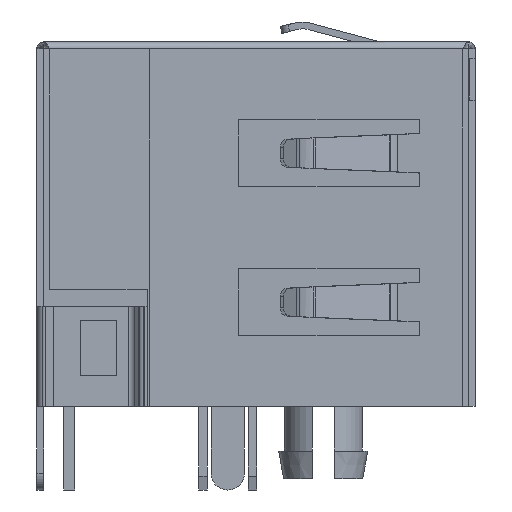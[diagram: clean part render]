
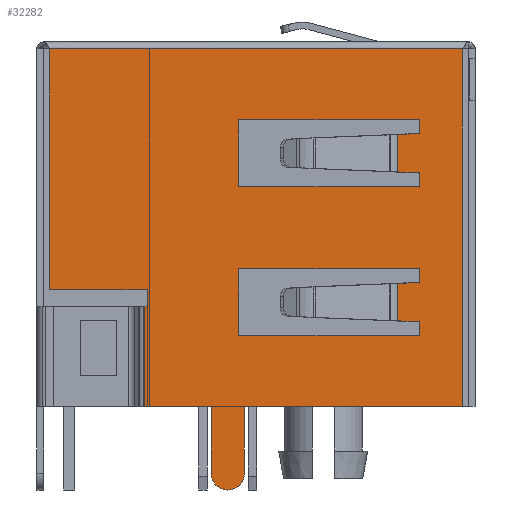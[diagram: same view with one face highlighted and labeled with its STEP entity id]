
A CAD part, left-side view. The second image highlights one B-rep face of the part: STEP entity #32282.
In plain terms, the highlighted planar face has unit normal (-1, 0, 0).
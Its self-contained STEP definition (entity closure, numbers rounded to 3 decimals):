
#691=FACE_BOUND('',#3603,.T.);
#692=FACE_BOUND('',#3604,.T.);
#764=CIRCLE('',#33951,0.6);
#1796=FACE_OUTER_BOUND('',#3602,.T.);
#3602=EDGE_LOOP('',(#23978,#23979,#23980,#23981,#23982,#23983,#23984,#23985,
#23986,#23987,#23988,#23989));
#3603=EDGE_LOOP('',(#23990,#23991,#23992,#23993,#23994,#23995,#23996,#23997));
#3604=EDGE_LOOP('',(#23998,#23999,#24000,#24001,#24002,#24003,#24004,#24005));
#6605=LINE('',#47065,#10542);
#6611=LINE('',#47078,#10548);
#6613=LINE('',#47083,#10550);
#6614=LINE('',#47087,#10551);
#6615=LINE('',#47089,#10552);
#6616=LINE('',#47091,#10553);
#6617=LINE('',#47093,#10554);
#6618=LINE('',#47095,#10555);
#6619=LINE('',#47097,#10556);
#6620=LINE('',#47099,#10557);
#6621=LINE('',#47101,#10558);
#6622=LINE('',#47103,#10559);
#6623=LINE('',#47104,#10560);
#6624=LINE('',#47107,#10561);
#6625=LINE('',#47109,#10562);
#6626=LINE('',#47111,#10563);
#6627=LINE('',#47112,#10564);
#6628=LINE('',#47114,#10565);
#6629=LINE('',#47116,#10566);
#6630=LINE('',#47117,#10567);
#6631=LINE('',#47120,#10568);
#6632=LINE('',#47122,#10569);
#6633=LINE('',#47124,#10570);
#6634=LINE('',#47126,#10571);
#6635=LINE('',#47127,#10572);
#6636=LINE('',#47129,#10573);
#6637=LINE('',#47130,#10574);
#10542=VECTOR('',#38776,1.);
#10548=VECTOR('',#38784,1.);
#10550=VECTOR('',#38788,1.);
#10551=VECTOR('',#38791,1.);
#10552=VECTOR('',#38792,1.);
#10553=VECTOR('',#38793,1.);
#10554=VECTOR('',#38794,1.);
#10555=VECTOR('',#38795,1.);
#10556=VECTOR('',#38796,1.);
#10557=VECTOR('',#38797,1.);
#10558=VECTOR('',#38798,1.);
#10559=VECTOR('',#38799,1.);
#10560=VECTOR('',#38800,1.);
#10561=VECTOR('',#38801,1.);
#10562=VECTOR('',#38802,1.);
#10563=VECTOR('',#38803,1.);
#10564=VECTOR('',#38804,1.);
#10565=VECTOR('',#38805,1.);
#10566=VECTOR('',#38806,1.);
#10567=VECTOR('',#38807,1.);
#10568=VECTOR('',#38808,1.);
#10569=VECTOR('',#38809,1.);
#10570=VECTOR('',#38810,1.);
#10571=VECTOR('',#38811,1.);
#10572=VECTOR('',#38812,1.);
#10573=VECTOR('',#38813,1.);
#10574=VECTOR('',#38814,1.);
#13783=VERTEX_POINT('',#47063);
#13784=VERTEX_POINT('',#47064);
#13789=VERTEX_POINT('',#47075);
#13790=VERTEX_POINT('',#47077);
#13791=VERTEX_POINT('',#47081);
#13792=VERTEX_POINT('',#47082);
#13793=VERTEX_POINT('',#47084);
#13794=VERTEX_POINT('',#47086);
#13795=VERTEX_POINT('',#47088);
#13796=VERTEX_POINT('',#47090);
#13797=VERTEX_POINT('',#47092);
#13798=VERTEX_POINT('',#47094);
#13799=VERTEX_POINT('',#47096);
#13800=VERTEX_POINT('',#47098);
#13801=VERTEX_POINT('',#47100);
#13802=VERTEX_POINT('',#47102);
#13803=VERTEX_POINT('',#47105);
#13804=VERTEX_POINT('',#47106);
#13805=VERTEX_POINT('',#47108);
#13806=VERTEX_POINT('',#47110);
#13807=VERTEX_POINT('',#47113);
#13808=VERTEX_POINT('',#47115);
#13809=VERTEX_POINT('',#47118);
#13810=VERTEX_POINT('',#47119);
#13811=VERTEX_POINT('',#47121);
#13812=VERTEX_POINT('',#47123);
#13813=VERTEX_POINT('',#47125);
#13814=VERTEX_POINT('',#47128);
#17401=EDGE_CURVE('',#13783,#13784,#6605,.T.);
#17407=EDGE_CURVE('',#13790,#13789,#6611,.T.);
#17409=EDGE_CURVE('',#13791,#13792,#6613,.T.);
#17410=EDGE_CURVE('',#13792,#13793,#764,.T.);
#17411=EDGE_CURVE('',#13793,#13794,#6614,.T.);
#17412=EDGE_CURVE('',#13794,#13795,#6615,.T.);
#17413=EDGE_CURVE('',#13796,#13795,#6616,.T.);
#17414=EDGE_CURVE('',#13797,#13796,#6617,.T.);
#17415=EDGE_CURVE('',#13797,#13798,#6618,.T.);
#17416=EDGE_CURVE('',#13798,#13799,#6619,.T.);
#17417=EDGE_CURVE('',#13799,#13800,#6620,.T.);
#17418=EDGE_CURVE('',#13800,#13801,#6621,.T.);
#17419=EDGE_CURVE('',#13801,#13802,#6622,.T.);
#17420=EDGE_CURVE('',#13802,#13791,#6623,.T.);
#17421=EDGE_CURVE('',#13803,#13804,#6624,.T.);
#17422=EDGE_CURVE('',#13804,#13805,#6625,.T.);
#17423=EDGE_CURVE('',#13806,#13805,#6626,.T.);
#17424=EDGE_CURVE('',#13806,#13783,#6627,.T.);
#17425=EDGE_CURVE('',#13784,#13807,#6628,.T.);
#17426=EDGE_CURVE('',#13807,#13808,#6629,.T.);
#17427=EDGE_CURVE('',#13808,#13803,#6630,.T.);
#17428=EDGE_CURVE('',#13809,#13810,#6631,.T.);
#17429=EDGE_CURVE('',#13810,#13811,#6632,.T.);
#17430=EDGE_CURVE('',#13811,#13812,#6633,.T.);
#17431=EDGE_CURVE('',#13812,#13813,#6634,.T.);
#17432=EDGE_CURVE('',#13813,#13790,#6635,.T.);
#17433=EDGE_CURVE('',#13789,#13814,#6636,.T.);
#17434=EDGE_CURVE('',#13814,#13809,#6637,.T.);
#23978=ORIENTED_EDGE('',*,*,#17409,.T.);
#23979=ORIENTED_EDGE('',*,*,#17410,.T.);
#23980=ORIENTED_EDGE('',*,*,#17411,.T.);
#23981=ORIENTED_EDGE('',*,*,#17412,.T.);
#23982=ORIENTED_EDGE('',*,*,#17413,.F.);
#23983=ORIENTED_EDGE('',*,*,#17414,.F.);
#23984=ORIENTED_EDGE('',*,*,#17415,.T.);
#23985=ORIENTED_EDGE('',*,*,#17416,.T.);
#23986=ORIENTED_EDGE('',*,*,#17417,.T.);
#23987=ORIENTED_EDGE('',*,*,#17418,.T.);
#23988=ORIENTED_EDGE('',*,*,#17419,.T.);
#23989=ORIENTED_EDGE('',*,*,#17420,.T.);
#23990=ORIENTED_EDGE('',*,*,#17421,.T.);
#23991=ORIENTED_EDGE('',*,*,#17422,.T.);
#23992=ORIENTED_EDGE('',*,*,#17423,.F.);
#23993=ORIENTED_EDGE('',*,*,#17424,.T.);
#23994=ORIENTED_EDGE('',*,*,#17401,.T.);
#23995=ORIENTED_EDGE('',*,*,#17425,.T.);
#23996=ORIENTED_EDGE('',*,*,#17426,.T.);
#23997=ORIENTED_EDGE('',*,*,#17427,.T.);
#23998=ORIENTED_EDGE('',*,*,#17428,.T.);
#23999=ORIENTED_EDGE('',*,*,#17429,.T.);
#24000=ORIENTED_EDGE('',*,*,#17430,.T.);
#24001=ORIENTED_EDGE('',*,*,#17431,.T.);
#24002=ORIENTED_EDGE('',*,*,#17432,.T.);
#24003=ORIENTED_EDGE('',*,*,#17407,.T.);
#24004=ORIENTED_EDGE('',*,*,#17433,.T.);
#24005=ORIENTED_EDGE('',*,*,#17434,.T.);
#29272=PLANE('',#33950);
#32282=ADVANCED_FACE('',(#1796,#691,#692),#29272,.F.);
#33950=AXIS2_PLACEMENT_3D('',#47080,#38786,#38787);
#33951=AXIS2_PLACEMENT_3D('',#47085,#38789,#38790);
#38776=DIRECTION('',(0.,0.,-1.));
#38784=DIRECTION('',(0.,0.,-1.));
#38786=DIRECTION('center_axis',(1.,0.,0.));
#38787=DIRECTION('ref_axis',(0.,0.,-1.));
#38788=DIRECTION('',(0.,0.,-1.));
#38789=DIRECTION('center_axis',(-1.,0.,0.));
#38790=DIRECTION('ref_axis',(0.,0.,-1.));
#38791=DIRECTION('',(0.,0.,1.));
#38792=DIRECTION('',(0.,-1.,0.));
#38793=DIRECTION('',(0.,0.,-1.));
#38794=DIRECTION('',(0.,-1.,0.));
#38795=DIRECTION('',(0.,0.,-1.));
#38796=DIRECTION('',(0.,-1.,0.));
#38797=DIRECTION('',(0.,0.,-1.));
#38798=DIRECTION('',(0.,1.,0.));
#38799=DIRECTION('',(0.,0.,-1.));
#38800=DIRECTION('',(0.,-1.,0.));
#38801=DIRECTION('',(0.,0.,-1.));
#38802=DIRECTION('',(0.,0.999,-0.047));
#38803=DIRECTION('',(0.,0.,1.));
#38804=DIRECTION('',(0.,-0.999,-0.047));
#38805=DIRECTION('',(0.,1.,0.));
#38806=DIRECTION('',(0.,0.,1.));
#38807=DIRECTION('',(0.,-1.,0.));
#38808=DIRECTION('',(0.,-0.999,-0.047));
#38809=DIRECTION('',(0.,0.,-1.));
#38810=DIRECTION('',(0.,1.,0.));
#38811=DIRECTION('',(0.,0.,1.));
#38812=DIRECTION('',(0.,-1.,0.));
#38813=DIRECTION('',(0.,0.999,-0.047));
#38814=DIRECTION('',(0.,0.,-1.));
#47063=CARTESIAN_POINT('',(-47.625,-9.775,8.385));
#47064=CARTESIAN_POINT('',(-47.625,-9.775,7.9));
#47065=CARTESIAN_POINT('',(-47.625,-9.775,10.3));
#47075=CARTESIAN_POINT('',(-47.625,-9.775,4.464));
#47077=CARTESIAN_POINT('',(-47.625,-9.775,4.949));
#47078=CARTESIAN_POINT('',(-47.625,-9.775,2.549));
#47080=CARTESIAN_POINT('Origin',(-47.625,-3.9,13.1));
#47081=CARTESIAN_POINT('',(-47.625,-2.285,0.));
#47082=CARTESIAN_POINT('',(-47.625,-2.285,-2.4));
#47083=CARTESIAN_POINT('',(-47.625,-2.285,-3.));
#47084=CARTESIAN_POINT('',(-47.625,-3.485,-2.4));
#47085=CARTESIAN_POINT('Origin',(-47.625,-2.885,-2.4));
#47086=CARTESIAN_POINT('',(-47.625,-3.485,0.));
#47087=CARTESIAN_POINT('',(-47.625,-3.485,-3.));
#47088=CARTESIAN_POINT('',(-47.625,-11.313,0.));
#47089=CARTESIAN_POINT('',(-47.625,-3.9,0.));
#47090=CARTESIAN_POINT('',(-47.625,-11.313,12.849));
#47091=CARTESIAN_POINT('',(-47.625,-11.313,12.85));
#47092=CARTESIAN_POINT('',(-47.625,3.513,12.849));
#47093=CARTESIAN_POINT('',(-47.625,-11.775,12.849));
#47094=CARTESIAN_POINT('',(-47.625,3.513,4.2));
#47095=CARTESIAN_POINT('',(-47.625,3.513,13.1));
#47096=CARTESIAN_POINT('',(-47.625,0.013,4.2));
#47097=CARTESIAN_POINT('',(-47.625,0.013,4.2));
#47098=CARTESIAN_POINT('',(-47.625,0.013,3.6));
#47099=CARTESIAN_POINT('',(-47.625,0.013,0.));
#47100=CARTESIAN_POINT('',(-47.625,0.089,3.6));
#47101=CARTESIAN_POINT('',(-47.625,0.013,3.6));
#47102=CARTESIAN_POINT('',(-47.625,0.089,0.));
#47103=CARTESIAN_POINT('',(-47.625,0.089,3.6));
#47104=CARTESIAN_POINT('',(-47.625,-3.9,0.));
#47105=CARTESIAN_POINT('',(-47.625,-9.775,10.3));
#47106=CARTESIAN_POINT('',(-47.625,-9.775,9.815));
#47107=CARTESIAN_POINT('',(-47.625,-9.775,10.3));
#47108=CARTESIAN_POINT('',(-47.625,-8.985,9.777));
#47109=CARTESIAN_POINT('',(-47.625,-4.775,9.58));
#47110=CARTESIAN_POINT('',(-47.625,-8.985,8.423));
#47111=CARTESIAN_POINT('',(-47.625,-8.985,8.35));
#47112=CARTESIAN_POINT('',(-47.625,-9.702,8.389));
#47113=CARTESIAN_POINT('',(-47.625,-3.275,7.9));
#47114=CARTESIAN_POINT('',(-47.625,-3.275,7.9));
#47115=CARTESIAN_POINT('',(-47.625,-3.275,10.3));
#47116=CARTESIAN_POINT('',(-47.625,-3.275,10.3));
#47117=CARTESIAN_POINT('',(-47.625,-3.275,10.3));
#47118=CARTESIAN_POINT('',(-47.625,-8.985,3.072));
#47119=CARTESIAN_POINT('',(-47.625,-9.775,3.034));
#47120=CARTESIAN_POINT('',(-47.625,-9.702,3.038));
#47121=CARTESIAN_POINT('',(-47.625,-9.775,2.549));
#47122=CARTESIAN_POINT('',(-47.625,-9.775,2.549));
#47123=CARTESIAN_POINT('',(-47.625,-3.275,2.549));
#47124=CARTESIAN_POINT('',(-47.625,-3.275,2.549));
#47125=CARTESIAN_POINT('',(-47.625,-3.275,4.949));
#47126=CARTESIAN_POINT('',(-47.625,-3.275,2.549));
#47127=CARTESIAN_POINT('',(-47.625,-3.275,4.949));
#47128=CARTESIAN_POINT('',(-47.625,-8.985,4.426));
#47129=CARTESIAN_POINT('',(-47.625,-4.775,4.229));
#47130=CARTESIAN_POINT('',(-47.625,-8.985,4.499));
